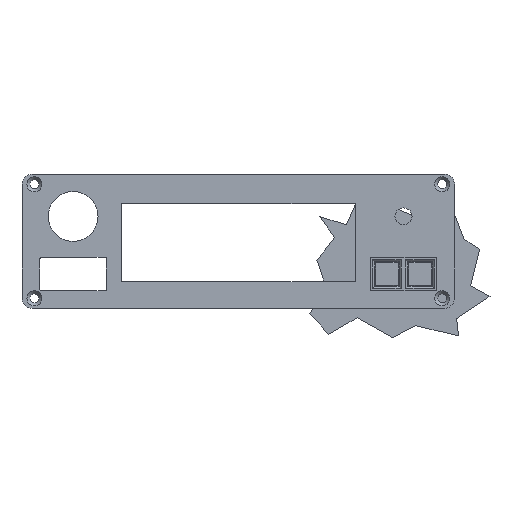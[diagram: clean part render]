
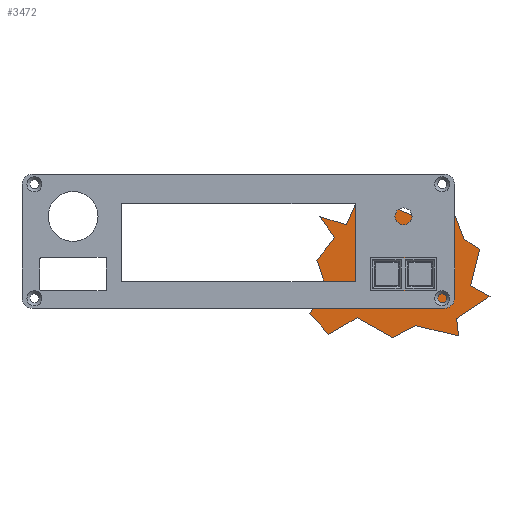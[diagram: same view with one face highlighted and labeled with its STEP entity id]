
A CAD part, front view. The second image highlights one B-rep face of the part: STEP entity #3472.
In plain terms, the highlighted planar face has unit normal (0, -1, 0).
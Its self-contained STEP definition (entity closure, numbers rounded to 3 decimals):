
#2799 = VERTEX_POINT('',#2800);
#2800 = CARTESIAN_POINT('',(-32.,-1.2,22.));
#2806 = EDGE_CURVE('',#2799,#2807,#2809,.T.);
#2807 = VERTEX_POINT('',#2808);
#2808 = CARTESIAN_POINT('',(-26.231,-1.2,14.));
#2809 = LINE('',#2810,#2811);
#2810 = CARTESIAN_POINT('',(-32.,-1.2,22.));
#2811 = VECTOR('',#2812,1.);
#2812 = DIRECTION('',(0.585,0.,-0.811
    ));
#2837 = EDGE_CURVE('',#2807,#2838,#2840,.T.);
#2838 = VERTEX_POINT('',#2839);
#2839 = CARTESIAN_POINT('',(-33.,-1.2,5.248));
#2840 = LINE('',#2841,#2842);
#2841 = CARTESIAN_POINT('',(-26.231,-1.2,14.));
#2842 = VECTOR('',#2843,1.);
#2843 = DIRECTION('',(-0.612,0.,
    -0.791));
#2868 = EDGE_CURVE('',#2838,#2869,#2871,.T.);
#2869 = VERTEX_POINT('',#2870);
#2870 = CARTESIAN_POINT('',(-29.533,-1.2,-5.));
#2871 = LINE('',#2872,#2873);
#2872 = CARTESIAN_POINT('',(-33.,-1.2,5.248));
#2873 = VECTOR('',#2874,1.);
#2874 = DIRECTION('',(0.32,0.,-0.947
    ));
#2899 = EDGE_CURVE('',#2869,#2900,#2902,.T.);
#2900 = VERTEX_POINT('',#2901);
#2901 = CARTESIAN_POINT('',(-35.657,-1.2,-15.));
#2902 = LINE('',#2903,#2904);
#2903 = CARTESIAN_POINT('',(-29.533,-1.2,-5.));
#2904 = VECTOR('',#2905,1.);
#2905 = DIRECTION('',(-0.522,0.,
    -0.853));
#2930 = EDGE_CURVE('',#2900,#2931,#2933,.T.);
#2931 = VERTEX_POINT('',#2932);
#2932 = CARTESIAN_POINT('',(-28.562,-1.2,-23.));
#2933 = LINE('',#2934,#2935);
#2934 = CARTESIAN_POINT('',(-35.657,-1.2,-15.));
#2935 = VECTOR('',#2936,1.);
#2936 = DIRECTION('',(0.663,0.,-0.748)
  );
#2961 = EDGE_CURVE('',#2931,#2962,#2964,.T.);
#2962 = VERTEX_POINT('',#2963);
#2963 = CARTESIAN_POINT('',(-17.683,-1.2,-16.639));
#2964 = LINE('',#2965,#2966);
#2965 = CARTESIAN_POINT('',(-28.562,-1.2,-23.));
#2966 = VECTOR('',#2967,1.);
#2967 = DIRECTION('',(0.863,0.,0.505));
#2992 = EDGE_CURVE('',#2962,#2993,#2995,.T.);
#2993 = VERTEX_POINT('',#2994);
#2994 = CARTESIAN_POINT('',(-4.302,-1.2,-24.235));
#2995 = LINE('',#2996,#2997);
#2996 = CARTESIAN_POINT('',(-17.683,-1.2,-16.639));
#2997 = VECTOR('',#2998,1.);
#2998 = DIRECTION('',(0.87,0.,-0.494
    ));
#3023 = EDGE_CURVE('',#2993,#3024,#3026,.T.);
#3024 = VERTEX_POINT('',#3025);
#3025 = CARTESIAN_POINT('',(4.644,-1.2,-19.653));
#3026 = LINE('',#3027,#3028);
#3027 = CARTESIAN_POINT('',(-4.302,-1.2,-24.235));
#3028 = VECTOR('',#3029,1.);
#3029 = DIRECTION('',(0.89,0.,0.456)
  );
#3054 = EDGE_CURVE('',#3024,#3055,#3057,.T.);
#3055 = VERTEX_POINT('',#3056);
#3056 = CARTESIAN_POINT('',(21.,-1.2,-23.555));
#3057 = LINE('',#3058,#3059);
#3058 = CARTESIAN_POINT('',(4.644,-1.2,-19.653));
#3059 = VECTOR('',#3060,1.);
#3060 = DIRECTION('',(0.973,0.,-0.232)
  );
#3085 = EDGE_CURVE('',#3055,#3086,#3088,.T.);
#3086 = VERTEX_POINT('',#3087);
#3087 = CARTESIAN_POINT('',(20.28,-1.2,-17.));
#3088 = LINE('',#3089,#3090);
#3089 = CARTESIAN_POINT('',(21.,-1.2,-23.555));
#3090 = VECTOR('',#3091,1.);
#3091 = DIRECTION('',(-0.109,0.,0.994)
  );
#3116 = EDGE_CURVE('',#3086,#3117,#3119,.T.);
#3117 = VERTEX_POINT('',#3118);
#3118 = CARTESIAN_POINT('',(33.,-1.2,-8.462));
#3119 = LINE('',#3120,#3121);
#3120 = CARTESIAN_POINT('',(20.28,-1.2,-17.));
#3121 = VECTOR('',#3122,1.);
#3122 = DIRECTION('',(0.83,0.,0.557)
  );
#3147 = EDGE_CURVE('',#3117,#3148,#3150,.T.);
#3148 = VERTEX_POINT('',#3149);
#3149 = CARTESIAN_POINT('',(25.598,-1.2,-4.417));
#3150 = LINE('',#3151,#3152);
#3151 = CARTESIAN_POINT('',(33.,-1.2,-8.462));
#3152 = VECTOR('',#3153,1.);
#3153 = DIRECTION('',(-0.878,0.,0.479)
  );
#3178 = EDGE_CURVE('',#3148,#3179,#3181,.T.);
#3179 = VERTEX_POINT('',#3180);
#3180 = CARTESIAN_POINT('',(29.,-1.2,9.501));
#3181 = LINE('',#3182,#3183);
#3182 = CARTESIAN_POINT('',(25.598,-1.2,-4.417));
#3183 = VECTOR('',#3184,1.);
#3184 = DIRECTION('',(0.237,0.,0.971)
  );
#3209 = EDGE_CURVE('',#3179,#3210,#3212,.T.);
#3210 = VERTEX_POINT('',#3211);
#3211 = CARTESIAN_POINT('',(23.,-1.2,13.45));
#3212 = LINE('',#3213,#3214);
#3213 = CARTESIAN_POINT('',(29.,-1.2,9.501));
#3214 = VECTOR('',#3215,1.);
#3215 = DIRECTION('',(-0.835,0.,0.55)
  );
#3240 = EDGE_CURVE('',#3210,#3241,#3243,.T.);
#3241 = VERTEX_POINT('',#3242);
#3242 = CARTESIAN_POINT('',(19.629,-1.2,22.445));
#3243 = LINE('',#3244,#3245);
#3244 = CARTESIAN_POINT('',(23.,-1.2,13.45));
#3245 = VECTOR('',#3246,1.);
#3246 = DIRECTION('',(-0.351,0.,0.936));
#3271 = EDGE_CURVE('',#3241,#3272,#3274,.T.);
#3272 = VERTEX_POINT('',#3273);
#3273 = CARTESIAN_POINT('',(11.247,-1.2,19.));
#3274 = LINE('',#3275,#3276);
#3275 = CARTESIAN_POINT('',(19.629,-1.2,22.445));
#3276 = VECTOR('',#3277,1.);
#3277 = DIRECTION('',(-0.925,0.,
    -0.38));
#3302 = EDGE_CURVE('',#3272,#3303,#3305,.T.);
#3303 = VERTEX_POINT('',#3304);
#3304 = CARTESIAN_POINT('',(-2.698,-1.2,25.));
#3305 = LINE('',#3306,#3307);
#3306 = CARTESIAN_POINT('',(11.247,-1.2,19.));
#3307 = VECTOR('',#3308,1.);
#3308 = DIRECTION('',(-0.919,0.,0.395));
#3333 = EDGE_CURVE('',#3303,#3334,#3336,.T.);
#3334 = VERTEX_POINT('',#3335);
#3335 = CARTESIAN_POINT('',(-10.,-1.2,18.719));
#3336 = LINE('',#3337,#3338);
#3337 = CARTESIAN_POINT('',(-2.698,-1.2,25.));
#3338 = VECTOR('',#3339,1.);
#3339 = DIRECTION('',(-0.758,0.,
    -0.652));
#3364 = EDGE_CURVE('',#3334,#3365,#3367,.T.);
#3365 = VERTEX_POINT('',#3366);
#3366 = CARTESIAN_POINT('',(-18.496,-1.2,26.342));
#3367 = LINE('',#3368,#3369);
#3368 = CARTESIAN_POINT('',(-10.,-1.2,18.719));
#3369 = VECTOR('',#3370,1.);
#3370 = DIRECTION('',(-0.744,0.,0.668)
  );
#3395 = EDGE_CURVE('',#3365,#3396,#3398,.T.);
#3396 = VERTEX_POINT('',#3397);
#3397 = CARTESIAN_POINT('',(-21.718,-1.2,18.765));
#3398 = LINE('',#3399,#3400);
#3399 = CARTESIAN_POINT('',(-18.496,-1.2,26.342));
#3400 = VECTOR('',#3401,1.);
#3401 = DIRECTION('',(-0.391,0.,
    -0.92));
#3426 = EDGE_CURVE('',#3396,#2799,#3427,.T.);
#3427 = LINE('',#3428,#3429);
#3428 = CARTESIAN_POINT('',(-21.718,-1.2,18.765));
#3429 = VECTOR('',#3430,1.);
#3430 = DIRECTION('',(-0.954,0.,0.3)
  );
#3472 = ADVANCED_FACE('',(#3473),#3496,.T.);
#3473 = FACE_BOUND('',#3474,.T.);
#3474 = EDGE_LOOP('',(#3475,#3476,#3477,#3478,#3479,#3480,#3481,#3482,
    #3483,#3484,#3485,#3486,#3487,#3488,#3489,#3490,#3491,#3492,#3493,
    #3494,#3495));
#3475 = ORIENTED_EDGE('',*,*,#2806,.T.);
#3476 = ORIENTED_EDGE('',*,*,#2837,.T.);
#3477 = ORIENTED_EDGE('',*,*,#2868,.T.);
#3478 = ORIENTED_EDGE('',*,*,#2899,.T.);
#3479 = ORIENTED_EDGE('',*,*,#2930,.T.);
#3480 = ORIENTED_EDGE('',*,*,#2961,.T.);
#3481 = ORIENTED_EDGE('',*,*,#2992,.T.);
#3482 = ORIENTED_EDGE('',*,*,#3023,.T.);
#3483 = ORIENTED_EDGE('',*,*,#3054,.T.);
#3484 = ORIENTED_EDGE('',*,*,#3085,.T.);
#3485 = ORIENTED_EDGE('',*,*,#3116,.T.);
#3486 = ORIENTED_EDGE('',*,*,#3147,.T.);
#3487 = ORIENTED_EDGE('',*,*,#3178,.T.);
#3488 = ORIENTED_EDGE('',*,*,#3209,.T.);
#3489 = ORIENTED_EDGE('',*,*,#3240,.T.);
#3490 = ORIENTED_EDGE('',*,*,#3271,.T.);
#3491 = ORIENTED_EDGE('',*,*,#3302,.T.);
#3492 = ORIENTED_EDGE('',*,*,#3333,.T.);
#3493 = ORIENTED_EDGE('',*,*,#3364,.T.);
#3494 = ORIENTED_EDGE('',*,*,#3395,.T.);
#3495 = ORIENTED_EDGE('',*,*,#3426,.T.);
#3496 = PLANE('',#3497);
#3497 = AXIS2_PLACEMENT_3D('',#3498,#3499,#3500);
#3498 = CARTESIAN_POINT('',(-3.501,-1.2,0.511));
#3499 = DIRECTION('',(0.,-1.,0.));
#3500 = DIRECTION('',(0.,0.,-1.));
